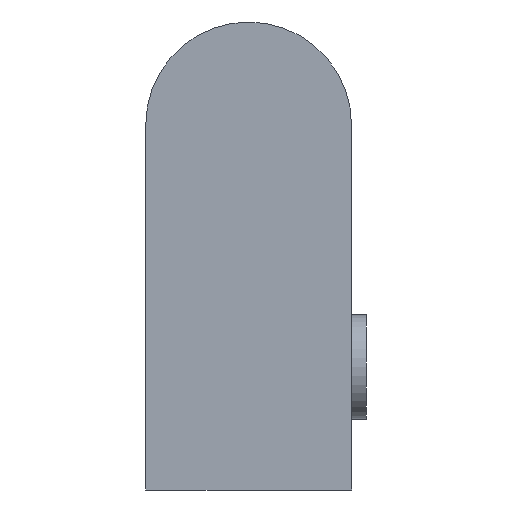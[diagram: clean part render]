
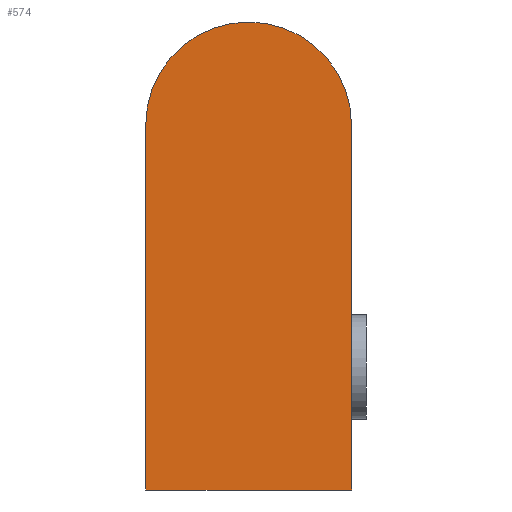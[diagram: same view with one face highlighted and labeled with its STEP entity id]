
A CAD part, left-side view. The second image highlights one B-rep face of the part: STEP entity #574.
In plain terms, the highlighted planar face has unit normal (-1, 0, 0).
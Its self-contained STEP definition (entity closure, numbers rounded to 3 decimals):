
#428=CARTESIAN_POINT('POINT1404',(-13.6,20.,-43.7));
#429=VERTEX_POINT('VERTEX1404',#428);
#436=CARTESIAN_POINT('POINT1405',(-13.6,20.,27.3));
#437=VERTEX_POINT('VERTEX1405',#436);
#438=CARTESIAN_POINT('POS2275',(-13.6,20.,-43.7));
#439=DIRECTION('DIR3455',(0.,0.,1.));
#440=VECTOR('VEC1095',#439,1.);
#441=LINE('STRAIGHT1095',#438,#440);
#442=EDGE_CURVE('EDGE2280',#429,#437,#441,.T.);
#527=CARTESIAN_POINT('POINT1411',(-13.6,-20.,-43.7));
#528=VERTEX_POINT('VERTEX1411',#527);
#535=CARTESIAN_POINT('POS2286',(-13.6,-20.,-43.7));
#536=DIRECTION('DIR3470',(0.,1.,0.));
#537=VECTOR('VEC1102',#536,1.);
#538=LINE('STRAIGHT1102',#535,#537);
#539=EDGE_CURVE('EDGE2289',#528,#429,#538,.T.);
#550=CARTESIAN_POINT('POINT1412',(-13.6,-20.,27.3));
#551=VERTEX_POINT('VERTEX1412',#550);
#552=CARTESIAN_POINT('POS2288',(-13.6,0.,
   27.3));
#553=DIRECTION('DIR3473',(1.,0.,0.));
#554=DIRECTION('DIR3474',(0.,0.,1.));
#555=AXIS2_PLACEMENT_3D('AXIS1186',#552,#553,#554);
#556=CIRCLE('ELLIPSE611',#555,20.);
#557=EDGE_CURVE('EDGE2290',#437,#551,#556,.T.);
#558=ORIENTED_EDGE('COEDGE4559',*,*,#557,.F.);
#559=ORIENTED_EDGE('COEDGE4560',*,*,#442,.F.);
#560=ORIENTED_EDGE('COEDGE4561',*,*,#539,.F.);
#561=CARTESIAN_POINT('POS2289',(-13.6,-20.,27.3));
#562=DIRECTION('DIR3475',(0.,0.,-1.));
#563=VECTOR('VEC1103',#562,1.);
#564=LINE('STRAIGHT1103',#561,#563);
#565=EDGE_CURVE('EDGE2291',#551,#528,#564,.T.);
#566=ORIENTED_EDGE('COEDGE4562',*,*,#565,.F.);
#567=EDGE_LOOP('NONE',(#558,#559,#560,#566));
#568=FACE_BOUND('LOOP1',#567,.T.);
#569=CARTESIAN_POINT('POS2290',(-13.6,0.,
   -1.692));
#570=DIRECTION('DIR3476',(1.,0.,0.));
#571=DIRECTION('DIR3477',(0.,1.,0.));
#572=AXIS2_PLACEMENT_3D('AXIS1187',#569,#570,#571);
#573=PLANE('PLANE239',#572);
#574=ADVANCED_FACE('FACE970',(#568),#573,.F.);
